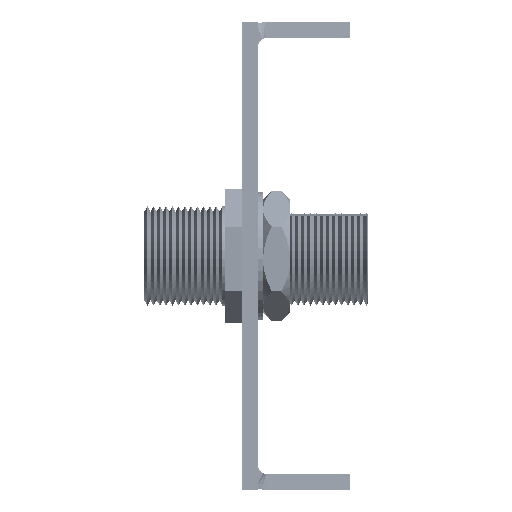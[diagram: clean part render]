
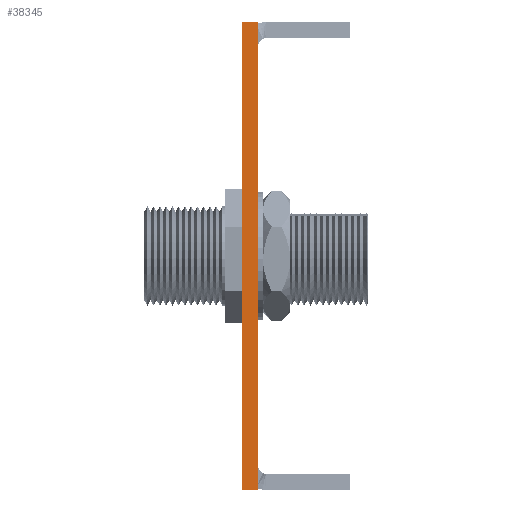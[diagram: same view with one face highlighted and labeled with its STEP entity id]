
A CAD part, left-side view. The second image highlights one B-rep face of the part: STEP entity #38345.
In plain terms, the highlighted planar face has unit normal (-1, 0, 0).
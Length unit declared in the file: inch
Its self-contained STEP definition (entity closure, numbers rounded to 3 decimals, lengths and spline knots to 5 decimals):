
#20516 = CARTESIAN_POINT ( 'NONE',  ( -9.5, 0.06, -0.865 ) ) ;
#20570 = CARTESIAN_POINT ( 'NONE',  ( -9.5, 0.06, 0.865 ) ) ;
#20571 = DIRECTION ( 'NONE',  ( 0., 0., 1. ) ) ;
#20572 = VECTOR ( 'NONE', #20571, 39.37008 ) ;
#20573 = CARTESIAN_POINT ( 'NONE',  ( -9.5, 0.06, 0.865 ) ) ;
#20574 = LINE ( 'NONE', #20573, #20572 ) ;
#21027 = CARTESIAN_POINT ( 'NONE',  ( -9.5, 0., 0.865 ) ) ;
#21084 = CARTESIAN_POINT ( 'NONE',  ( -9.5, 0., -0.865 ) ) ;
#21085 = DIRECTION ( 'NONE',  ( 0., 0., 1. ) ) ;
#21086 = VECTOR ( 'NONE', #21085, 39.37008 ) ;
#21087 = CARTESIAN_POINT ( 'NONE',  ( -9.5, 0., 0.865 ) ) ;
#21088 = LINE ( 'NONE', #21087, #21086 ) ;
#22877 = DIRECTION ( 'NONE',  ( 0., 1., 0. ) ) ;
#22878 = VECTOR ( 'NONE', #22877, 39.37008 ) ;
#22879 = CARTESIAN_POINT ( 'NONE',  ( -9.5, -38.1572, 0.865 ) ) ;
#22880 = LINE ( 'NONE', #22879, #22878 ) ;
#22958 = DIRECTION ( 'NONE',  ( 0., 1., 0. ) ) ;
#22959 = VECTOR ( 'NONE', #22958, 39.37008 ) ;
#22960 = CARTESIAN_POINT ( 'NONE',  ( -9.5, -38.1572, -0.865 ) ) ;
#22961 = LINE ( 'NONE', #22960, #22959 ) ;
#22967 = DIRECTION ( 'NONE',  ( 0., 0., 1. ) ) ;
#22968 = DIRECTION ( 'NONE',  ( -1., 0., 0. ) ) ;
#22969 = CARTESIAN_POINT ( 'NONE',  ( -9.5, -38.1572, 0.865 ) ) ;
#22970 = AXIS2_PLACEMENT_3D ( 'NONE', #22969, #22968, #22967 ) ;
#22971 = PLANE ( 'NONE',  #22970 ) ;
#22972 = FACE_OUTER_BOUND ( 'NONE', #38346, .T. ) ;
#37617 = VERTEX_POINT ( 'NONE', #20516 ) ;
#37619 = EDGE_CURVE ( 'NONE', #37617, #37620, #20574, .T. ) ;
#37620 = VERTEX_POINT ( 'NONE', #20570 ) ;
#37846 = VERTEX_POINT ( 'NONE', #21027 ) ;
#37887 = EDGE_CURVE ( 'NONE', #37888, #37846, #21088, .T. ) ;
#37888 = VERTEX_POINT ( 'NONE', #21084 ) ;
#38296 = EDGE_CURVE ( 'NONE', #37846, #37620, #22880, .T. ) ;
#38345 = ADVANCED_FACE ( 'NONE', ( #22972 ), #22971, .T. ) ;
#38346 = EDGE_LOOP ( 'NONE', ( #38349, #38351, #38354, #38356 ) ) ;
#38349 = ORIENTED_EDGE ( 'NONE', *, *, #37619, .F. ) ;
#38351 = ORIENTED_EDGE ( 'NONE', *, *, #38353, .F. ) ;
#38353 = EDGE_CURVE ( 'NONE', #37888, #37617, #22961, .T. ) ;
#38354 = ORIENTED_EDGE ( 'NONE', *, *, #37887, .T. ) ;
#38356 = ORIENTED_EDGE ( 'NONE', *, *, #38296, .T. ) ;
